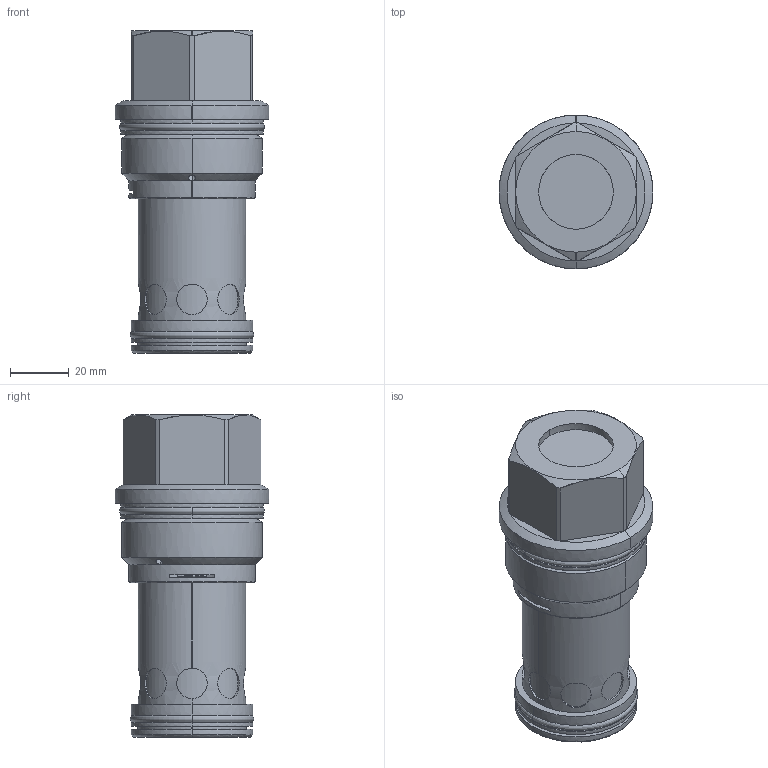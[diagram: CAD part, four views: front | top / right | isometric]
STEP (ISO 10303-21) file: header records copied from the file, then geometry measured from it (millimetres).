
FILE_DESCRIPTION((''),'2;1');
FILE_NAME('DFFA8DN_SW_PRT','2019-09-30T',('charlief'),(''),'PRO/ENGINEER BY PARAMETRIC TECHNOLOGY CORPORATION, 2016010','PRO/ENGINEER BY PARAMETRIC TECHNOLOGY CORPORATION, 2016010','');
FILE_SCHEMA(('CONFIG_CONTROL_DESIGN'));
Length unit declared in the file: inch
Products named in the file (1): DFFA8DN_SW_PRT
Bounding box: 52.3 x 52.3 x 109.58 mm (x, y, z)
Surface area: 28365.3 mm2 (no closed solid volume)
Topology: 0 solids, 0 shells, 176 faces, 796 edges, 783 vertices
Faces by surface type: bspline 158, torus 18
Entity records: 32745 total; most frequent: CARTESIAN_POINT 25855, DIRECTION 1084, TRIMMED_CURVE 858, DEFINITIONAL_REPRESENTATION 772, PCURVE 772, COMPOSITE_CURVE_SEGMENT 772, VECTOR 668, LINE 668
